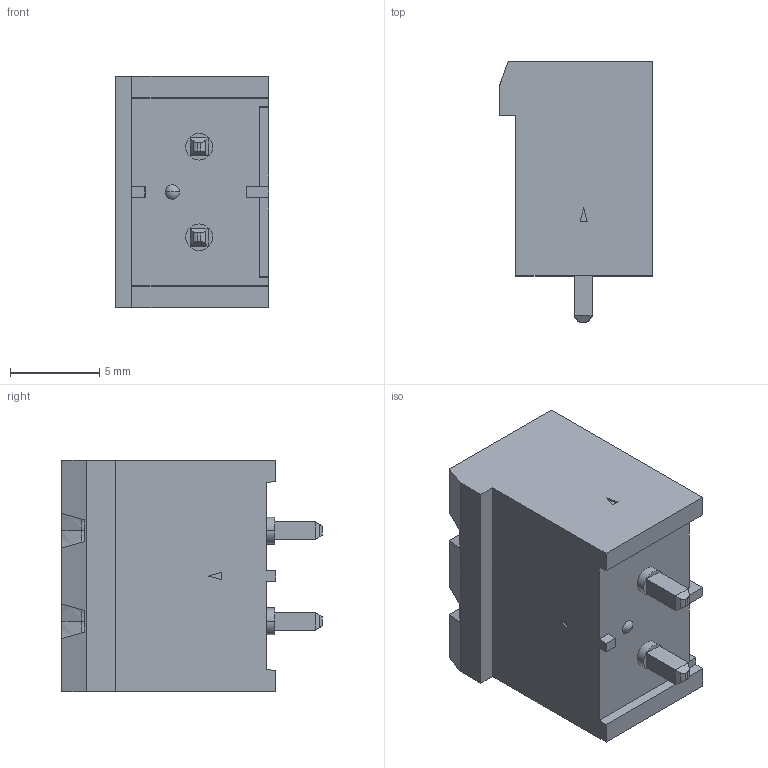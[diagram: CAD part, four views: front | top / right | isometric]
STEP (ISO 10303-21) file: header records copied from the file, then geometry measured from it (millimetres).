
FILE_DESCRIPTION(('SolidDesigner STEP Export'),'2;1');
FILE_NAME('ccva_2.5-2-g-5.08_p26_thr.stp','2006-07-24T11:28:20',(''),(''),'OneSpace Designer STEP processor for AP214 (Solid Model)','OneSpace Designer 13.01 05-Feb-2005 (C) CoCreate Software GmbH','');
FILE_SCHEMA(('AUTOMOTIVE_DESIGN { 1 0 10303 214 1 1 1 1 }'));
Length unit declared in the file: millimetre
Products named in the file (2): ccva_2.5-2-g-5.08_p26_thr
Assembly tree (1 placements, depth 2):
  ccva_2.5-2-g-5.08_p26_thr
    ccva_2.5-2-g-5.08_p26_thr
Bounding box: 8.6 x 14.6 x 12.96 mm (x, y, z)
Volume: 686.1 mm3; surface area: 1074.8 mm2
Topology: 1 solids, 1 shells, 169 faces, 433 edges, 279 vertices
Faces by surface type: plane 124, cylinder 39, cone 4, sphere 2
Entity records: 6257 total; most frequent: CARTESIAN_POINT 880, ORIENTED_EDGE 862, DIRECTION 767, EDGE_CURVE 431, VECTOR 331, LINE 331, VERTEX_POINT 279, AXIS2_PLACEMENT_3D 218
